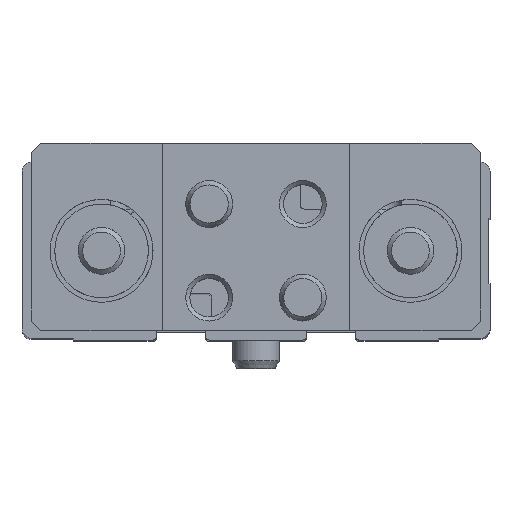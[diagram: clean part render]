
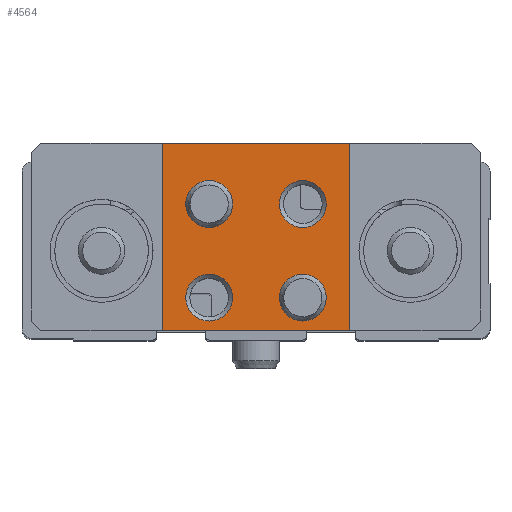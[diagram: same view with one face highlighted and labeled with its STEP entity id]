
A CAD part, top view. The second image highlights one B-rep face of the part: STEP entity #4564.
In plain terms, the highlighted planar face has unit normal (0, 0, 1).
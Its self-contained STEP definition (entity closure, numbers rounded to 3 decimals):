
#204=PLANE('',#5084);
#441=CIRCLE('',#5085,2.5);
#442=CIRCLE('',#5086,2.5);
#443=CIRCLE('',#5087,2.5);
#444=CIRCLE('',#5088,2.5);
#1319=ORIENTED_EDGE('',*,*,#2181,.T.);
#1320=ORIENTED_EDGE('',*,*,#2182,.T.);
#1321=ORIENTED_EDGE('',*,*,#2183,.T.);
#1322=ORIENTED_EDGE('',*,*,#2184,.T.);
#1323=ORIENTED_EDGE('',*,*,#2172,.T.);
#1324=ORIENTED_EDGE('',*,*,#2185,.T.);
#1325=ORIENTED_EDGE('',*,*,#2164,.T.);
#1326=ORIENTED_EDGE('',*,*,#2186,.T.);
#2164=EDGE_CURVE('',#2657,#2664,#3019,.T.);
#2172=EDGE_CURVE('',#2673,#2672,#3027,.T.);
#2181=EDGE_CURVE('',#2681,#2681,#441,.T.);
#2182=EDGE_CURVE('',#2682,#2682,#442,.T.);
#2183=EDGE_CURVE('',#2683,#2683,#443,.T.);
#2184=EDGE_CURVE('',#2684,#2684,#444,.T.);
#2185=EDGE_CURVE('',#2672,#2657,#3036,.T.);
#2186=EDGE_CURVE('',#2664,#2673,#3037,.T.);
#2657=VERTEX_POINT('',#7688);
#2664=VERTEX_POINT('',#7701);
#2672=VERTEX_POINT('',#7719);
#2673=VERTEX_POINT('',#7721);
#2681=VERTEX_POINT('',#7740);
#2682=VERTEX_POINT('',#7742);
#2683=VERTEX_POINT('',#7744);
#2684=VERTEX_POINT('',#7746);
#3019=LINE('',#7702,#3319);
#3027=LINE('',#7720,#3327);
#3036=LINE('',#7747,#3336);
#3037=LINE('',#7748,#3337);
#3319=VECTOR('',#6183,1000.);
#3327=VECTOR('',#6195,1000.);
#3336=VECTOR('',#6216,1000.);
#3337=VECTOR('',#6217,1000.);
#3625=EDGE_LOOP('',(#1319));
#3626=EDGE_LOOP('',(#1320));
#3627=EDGE_LOOP('',(#1321));
#3628=EDGE_LOOP('',(#1322));
#3629=EDGE_LOOP('',(#1323,#1324,#1325,#1326));
#4087=FACE_BOUND('',#3625,.T.);
#4088=FACE_BOUND('',#3626,.T.);
#4089=FACE_BOUND('',#3627,.T.);
#4090=FACE_BOUND('',#3628,.T.);
#4091=FACE_BOUND('',#3629,.T.);
#4564=ADVANCED_FACE('',(#4087,#4088,#4089,#4090,#4091),#204,.T.);
#5084=AXIS2_PLACEMENT_3D('',#7738,#6206,#6207);
#5085=AXIS2_PLACEMENT_3D('',#7739,#6208,#6209);
#5086=AXIS2_PLACEMENT_3D('',#7741,#6210,#6211);
#5087=AXIS2_PLACEMENT_3D('',#7743,#6212,#6213);
#5088=AXIS2_PLACEMENT_3D('',#7745,#6214,#6215);
#6183=DIRECTION('',(-1.,0.,0.));
#6195=DIRECTION('',(1.,0.,0.));
#6206=DIRECTION('',(0.,0.,1.));
#6207=DIRECTION('',(1.,0.,0.));
#6208=DIRECTION('',(0.,0.,-1.));
#6209=DIRECTION('',(-1.,0.,0.));
#6210=DIRECTION('',(0.,0.,-1.));
#6211=DIRECTION('',(-1.,0.,0.));
#6212=DIRECTION('',(0.,0.,-1.));
#6213=DIRECTION('',(-1.,0.,0.));
#6214=DIRECTION('',(0.,0.,-1.));
#6215=DIRECTION('',(-1.,0.,0.));
#6216=DIRECTION('',(0.,1.,0.));
#6217=DIRECTION('',(0.,-1.,0.));
#7688=CARTESIAN_POINT('',(10.,11.5,18.));
#7701=CARTESIAN_POINT('',(-10.,11.5,18.));
#7702=CARTESIAN_POINT('',(24.,11.5,18.));
#7719=CARTESIAN_POINT('',(10.,-8.5,18.));
#7720=CARTESIAN_POINT('',(-24.,-8.5,18.));
#7721=CARTESIAN_POINT('',(-10.,-8.5,18.));
#7738=CARTESIAN_POINT('',(0.,0.,18.));
#7739=CARTESIAN_POINT('',(-5.,-5.,18.));
#7740=CARTESIAN_POINT('',(-7.5,-5.,18.));
#7741=CARTESIAN_POINT('',(-5.,5.,18.));
#7742=CARTESIAN_POINT('',(-7.5,5.,18.));
#7743=CARTESIAN_POINT('',(5.,-5.,18.));
#7744=CARTESIAN_POINT('',(2.5,-5.,18.));
#7745=CARTESIAN_POINT('',(5.,5.,18.));
#7746=CARTESIAN_POINT('',(2.5,5.,18.));
#7747=CARTESIAN_POINT('',(10.,0.,18.));
#7748=CARTESIAN_POINT('',(-10.,0.,18.));
